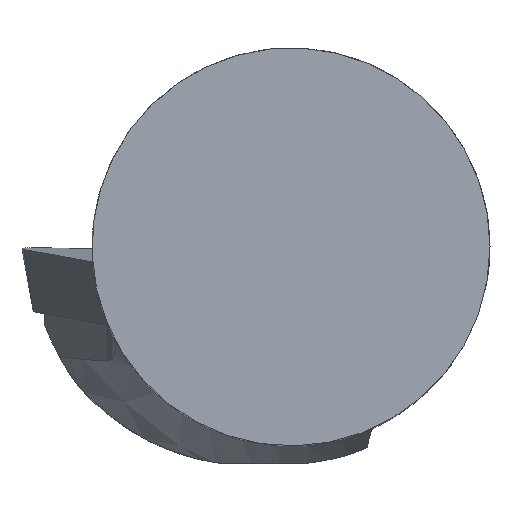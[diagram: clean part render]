
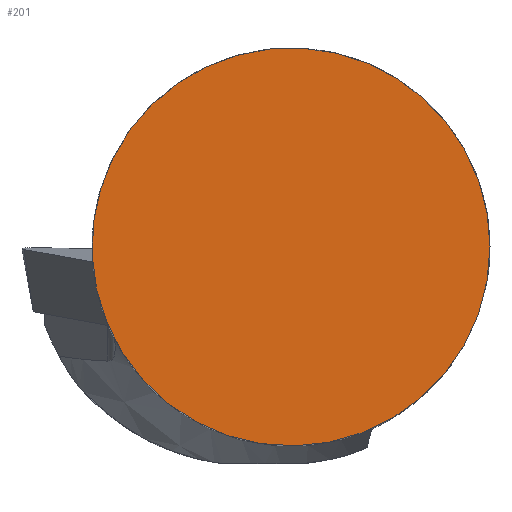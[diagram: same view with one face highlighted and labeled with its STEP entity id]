
A CAD part, top view. The second image highlights one B-rep face of the part: STEP entity #201.
In plain terms, the highlighted planar face has unit normal (0, 0, 1).
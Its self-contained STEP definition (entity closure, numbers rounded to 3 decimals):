
#136=FACE_OUTER_BOUND('',#297,.T.);
#161=PLANE('',#998);
#201=ADVANCED_FACE('',(#136),#161,.T.);
#297=EDGE_LOOP('',(#616));
#416=CIRCLE('',#942,12.5);
#616=ORIENTED_EDGE('',*,*,#760,.T.);
#684=VERTEX_POINT('',#1333);
#760=EDGE_CURVE('',#684,#684,#416,.T.);
#942=AXIS2_PLACEMENT_3D('',#1332,#1049,#1050);
#998=AXIS2_PLACEMENT_3D('',#1638,#1193,#1194);
#1049=DIRECTION('',(0.,0.,1.));
#1050=DIRECTION('',(1.,0.,0.));
#1193=DIRECTION('',(0.,0.,1.));
#1194=DIRECTION('',(1.,0.,0.));
#1332=CARTESIAN_POINT('',(0.,0.,0.));
#1333=CARTESIAN_POINT('',(12.5,0.,0.));
#1638=CARTESIAN_POINT('',(0.,0.,0.));
